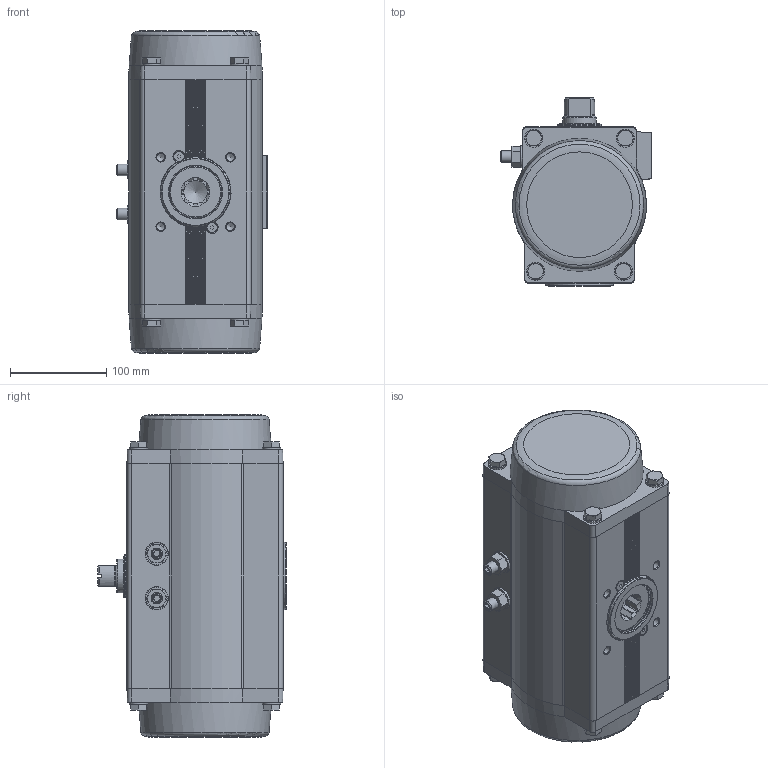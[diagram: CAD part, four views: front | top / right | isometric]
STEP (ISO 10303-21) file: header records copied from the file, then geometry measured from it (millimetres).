
FILE_DESCRIPTION(/* description */ ('STEP AP214'),/* implementation_level */ '2;1');
FILE_NAME(/* name */ '8102855_DFPD-N-300-RP-90-RS45-F10-R3-C',/* time_stamp */ '2024-08-15T19:57:38+02:00',/* author */ ('License CC BY-ND 4.0'),/* organization */ ('CADENAS'),/* preprocessor_version */ 'ST-DEVELOPER v19.3',/* originating_system */ 'PARTsolutions',/* authorisation */ ' ');
FILE_SCHEMA (('AUTOMOTIVE_DESIGN {1 0 10303 214 3 1 1}'));
Length unit declared in the file: millimetre
Products named in the file (7): 8102855 DFPD-N-300-RP-90-RS45-F10-R3-C---(0); 8042191 DFPD-N-300-90-RS-F10-C-----(housing); 8042191 DFPD-300(F07_0)---(shaft); 4134333 SCHEIBE 12.3X23X2.5-1.4301; DIN 934 - M12(F); 8088531 DFPD-240/300-C--(adj); 8101069 DFPD-CTR-F10--(ctr)
Assembly tree (9 placements, depth 2):
  8102855 DFPD-N-300-RP-90-RS45-F10-R3-C---(0)
    8042191 DFPD-N-300-90-RS-F10-C-----(housing)
    8042191 DFPD-300(F07_0)---(shaft)
    4134333 SCHEIBE 12.3X23X2.5-1.4301  x2
    DIN 934 - M12(F)  x2
    8088531 DFPD-240/300-C--(adj)  x2
    8101069 DFPD-CTR-F10--(ctr)
Bounding box: 156.33 x 195 x 334.4 mm (x, y, z)
Volume: 6352424.6 mm3; surface area: 308588.1 mm2
Topology: 9 solids, 9 shells, 680 faces, 1601 edges, 1002 vertices
Faces by surface type: plane 359, cone 142, cylinder 136, torus 41, sphere 2
Full cylindrical faces by diameter (mm): 2 x2, 4.134 x8, 4.917 x1, 8.376 x4, 8.5 x2, 10 x2, 10.106 x4, 10.57 x2, 12 x2, 12.3 x2, 12.4 x1, 18.4 x2, 19 x8, 23 x2, 24 x2, 30.8 x1, 35 x3, 39.9 x1, 42.1 x2, 45 x2, 48 x1, 53.5 x2, 54 x2, 55 x1, 59 x1, 70 x1, 73 x2
Entity records: 18081 total; most frequent: CARTESIAN_POINT 3764, DIRECTION 2915, ORIENTED_EDGE 2714, EDGE_CURVE 1357, AXIS2_PLACEMENT_3D 1139, VERTEX_POINT 938, FACE_BOUND 883, EDGE_LOOP 873
